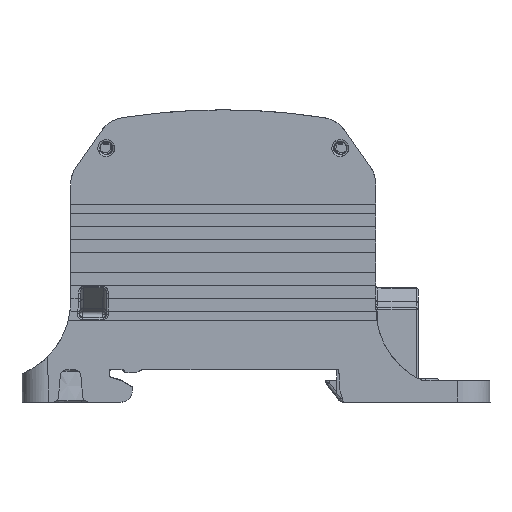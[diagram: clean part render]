
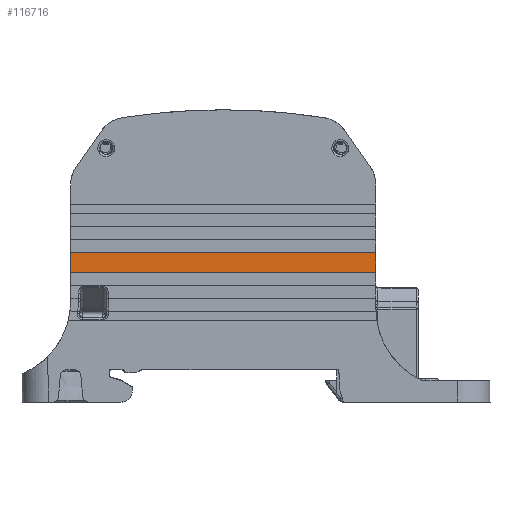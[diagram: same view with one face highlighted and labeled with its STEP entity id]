
A CAD part, left-side view. The second image highlights one B-rep face of the part: STEP entity #116716.
In plain terms, the highlighted planar face has unit normal (-1, 0, 0).
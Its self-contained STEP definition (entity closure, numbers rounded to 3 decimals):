
#116703=AXIS2_PLACEMENT_3D('Plane Axis2P3D',#116700,#116701,#116702) ;
#115422=CARTESIAN_POINT('Vertex',(0.15,17.557,23.)) ;
#115425=CARTESIAN_POINT('Line Origine',(0.15,17.557,21.5)) ;
#115429=CARTESIAN_POINT('Vertex',(0.15,17.557,20.)) ;
#116120=CARTESIAN_POINT('Vertex',(0.15,64.557,20.)) ;
#116123=CARTESIAN_POINT('Line Origine',(0.15,64.557,21.5)) ;
#116127=CARTESIAN_POINT('Vertex',(0.15,64.557,23.)) ;
#116688=CARTESIAN_POINT('Line Origine',(0.15,41.057,20.)) ;
#116700=CARTESIAN_POINT('Axis2P3D Location',(0.15,55.057,13.)) ;
#116705=CARTESIAN_POINT('Line Origine',(0.15,41.057,23.)) ;
#115426=DIRECTION('Vector Direction',(0.,0.,1.)) ;
#116124=DIRECTION('Vector Direction',(0.,0.,1.)) ;
#116689=DIRECTION('Vector Direction',(0.,-1.,0.)) ;
#116701=DIRECTION('Axis2P3D Direction',(-1.,0.,0.)) ;
#116702=DIRECTION('Axis2P3D XDirection',(0.,0.,-1.)) ;
#116706=DIRECTION('Vector Direction',(0.,1.,0.)) ;
#115427=VECTOR('Line Direction',#115426,1.) ;
#116125=VECTOR('Line Direction',#116124,1.) ;
#116690=VECTOR('Line Direction',#116689,1.) ;
#116707=VECTOR('Line Direction',#116706,1.) ;
#116711=ORIENTED_EDGE('',*,*,#116129,.F.) ;
#116712=ORIENTED_EDGE('',*,*,#116692,.T.) ;
#116713=ORIENTED_EDGE('',*,*,#115431,.T.) ;
#116714=ORIENTED_EDGE('',*,*,#116709,.T.) ;
#116716=ADVANCED_FACE('Sockel',(#116715),#116704,.T.) ;
#115431=EDGE_CURVE('',#115430,#115423,#115428,.T.) ;
#116129=EDGE_CURVE('',#116121,#116128,#116126,.T.) ;
#116692=EDGE_CURVE('',#116121,#115430,#116691,.T.) ;
#116709=EDGE_CURVE('',#115423,#116128,#116708,.T.) ;
#116710=EDGE_LOOP('',(#116711,#116712,#116713,#116714)) ;
#116715=FACE_OUTER_BOUND('',#116710,.T.) ;
#115428=LINE('Line',#115425,#115427) ;
#116126=LINE('Line',#116123,#116125) ;
#116691=LINE('Line',#116688,#116690) ;
#116708=LINE('Line',#116705,#116707) ;
#116704=PLANE('',#116703) ;
#115423=VERTEX_POINT('',#115422) ;
#115430=VERTEX_POINT('',#115429) ;
#116121=VERTEX_POINT('',#116120) ;
#116128=VERTEX_POINT('',#116127) ;
